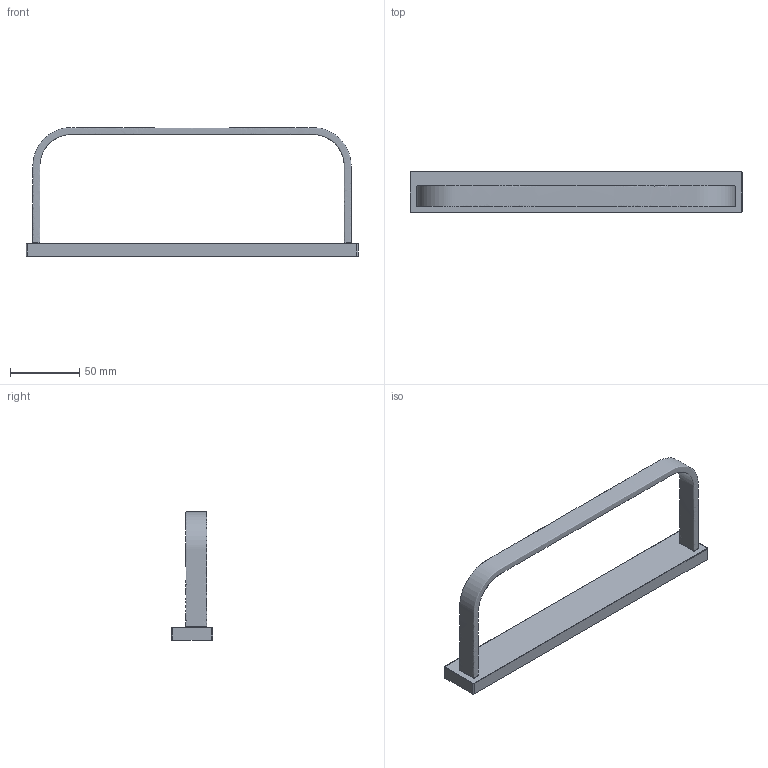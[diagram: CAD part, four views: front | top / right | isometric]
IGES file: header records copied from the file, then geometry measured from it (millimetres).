
Global section: file name: 6ce3562d-37b0-477e-8882-f1ccf96775e2.zip; native system: unknown; preprocessor: unknown; author: unknown; organization: unknown; date: 20200108.080736; units: millimetre
Bounding box: 240 x 30 x 93 mm (x, y, z)
Volume: 94534.6 mm3; surface area: 33825.5 mm2
Topology: 2 solids, 2 shells, 37 faces, 89 edges, 56 vertices
Faces by surface type: bspline 37
